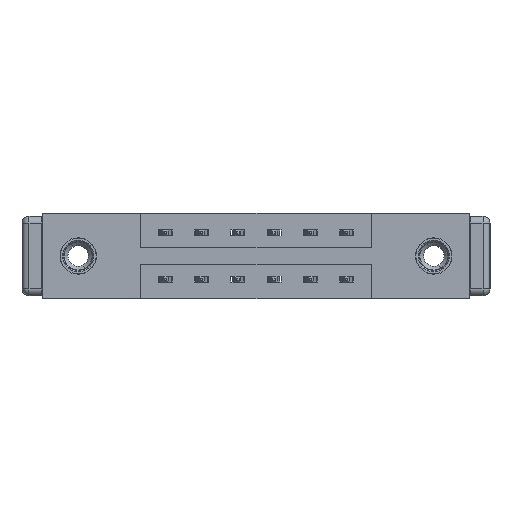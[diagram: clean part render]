
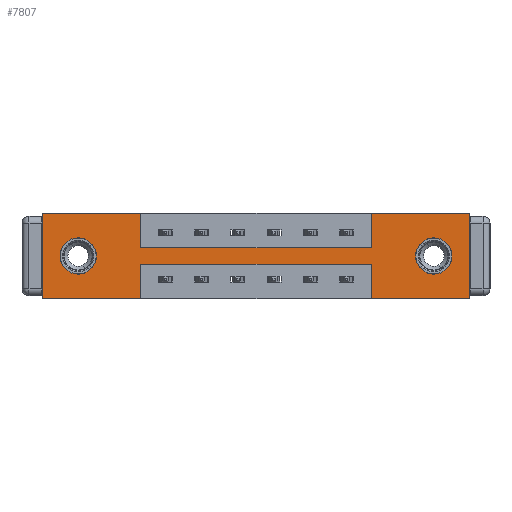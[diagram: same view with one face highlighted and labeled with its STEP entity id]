
A CAD part, front view. The second image highlights one B-rep face of the part: STEP entity #7807.
In plain terms, the highlighted planar face has unit normal (0, -1, 0).
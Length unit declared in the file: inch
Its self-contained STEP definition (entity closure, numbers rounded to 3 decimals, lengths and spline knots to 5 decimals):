
#64 = ORIENTED_EDGE ( 'NONE', *, *, #3390, .F. ) ;
#65 = CARTESIAN_POINT ( 'NONE',  ( 1.687, 0., -0.185 ) ) ;
#137 = CARTESIAN_POINT ( 'NONE',  ( 0.425, 0., -0.15 ) ) ;
#150 = CARTESIAN_POINT ( 'NONE',  ( 0., 0., 0. ) ) ;
#167 = CARTESIAN_POINT ( 'NONE',  ( 1.842, 0., 0. ) ) ;
#276 = EDGE_CURVE ( 'NONE', #4853, #9722, #6502, .T. ) ;
#375 = EDGE_CURVE ( 'NONE', #2293, #9138, #1850, .T. ) ;
#426 = CARTESIAN_POINT ( 'NONE',  ( 1.417, 0., 0. ) ) ;
#917 = EDGE_CURVE ( 'NONE', #9138, #2293, #11601, .T. ) ;
#1108 = VECTOR ( 'NONE', #1678, 39.37008 ) ;
#1433 = CARTESIAN_POINT ( 'NONE',  ( 1.417, 0., -0.37 ) ) ;
#1473 = CARTESIAN_POINT ( 'NONE',  ( 1.842, 0., -0.37 ) ) ;
#1655 = VERTEX_POINT ( 'NONE', #9959 ) ;
#1678 = DIRECTION ( 'NONE',  ( -1., 0., 0. ) ) ;
#1850 = CIRCLE ( 'NONE', #11931, 0.078 ) ;
#2060 = CARTESIAN_POINT ( 'NONE',  ( 1.687, 0., -0.185 ) ) ;
#2143 = CARTESIAN_POINT ( 'NONE',  ( 0.425, 0., -0.37 ) ) ;
#2215 = DIRECTION ( 'NONE',  ( 0., -1., 0. ) ) ;
#2293 = VERTEX_POINT ( 'NONE', #9097 ) ;
#2615 = VECTOR ( 'NONE', #10685, 39.37008 ) ;
#2724 = VERTEX_POINT ( 'NONE', #10715 ) ;
#2773 = LINE ( 'NONE', #150, #9918 ) ;
#2783 = FACE_OUTER_BOUND ( 'NONE', #5592, .T. ) ;
#2842 = VECTOR ( 'NONE', #3637, 39.37008 ) ;
#2898 = DIRECTION ( 'NONE',  ( 0., 1., 0. ) ) ;
#3048 = LINE ( 'NONE', #5783, #2615 ) ;
#3261 = LINE ( 'NONE', #137, #6477 ) ;
#3275 = CARTESIAN_POINT ( 'NONE',  ( 0., 0., -0.37 ) ) ;
#3390 = EDGE_CURVE ( 'NONE', #8528, #4482, #2773, .T. ) ;
#3408 = EDGE_CURVE ( 'NONE', #9758, #3704, #9039, .T. ) ;
#3530 = CARTESIAN_POINT ( 'NONE',  ( 0.425, 0., 0. ) ) ;
#3574 = VECTOR ( 'NONE', #7393, 39.37008 ) ;
#3584 = ORIENTED_EDGE ( 'NONE', *, *, #5722, .F. ) ;
#3637 = DIRECTION ( 'NONE',  ( 0., 0., 1. ) ) ;
#3704 = VERTEX_POINT ( 'NONE', #10260 ) ;
#3802 = DIRECTION ( 'NONE',  ( 0., 1., 0. ) ) ;
#3854 = LINE ( 'NONE', #9239, #2842 ) ;
#3861 = VERTEX_POINT ( 'NONE', #11642 ) ;
#3884 = DIRECTION ( 'NONE',  ( -1., 0., 0. ) ) ;
#3986 = LINE ( 'NONE', #2143, #11881 ) ;
#4218 = AXIS2_PLACEMENT_3D ( 'NONE', #4854, #2215, #4895 ) ;
#4329 = VERTEX_POINT ( 'NONE', #12007 ) ;
#4378 = ORIENTED_EDGE ( 'NONE', *, *, #5827, .F. ) ;
#4412 = CARTESIAN_POINT ( 'NONE',  ( 0., 0., -0.37 ) ) ;
#4451 = CIRCLE ( 'NONE', #10490, 0.078 ) ;
#4482 = VERTEX_POINT ( 'NONE', #167 ) ;
#4524 = AXIS2_PLACEMENT_3D ( 'NONE', #65, #3802, #10345 ) ;
#4723 = CARTESIAN_POINT ( 'NONE',  ( 0.155, 0., -0.107 ) ) ;
#4791 = CARTESIAN_POINT ( 'NONE',  ( 0., 0., -0.37 ) ) ;
#4853 = VERTEX_POINT ( 'NONE', #8927 ) ;
#4854 = CARTESIAN_POINT ( 'NONE',  ( 0., 0., -0.37 ) ) ;
#4895 = DIRECTION ( 'NONE',  ( 0., 0., -1. ) ) ;
#4930 = FACE_BOUND ( 'NONE', #5315, .T. ) ;
#5315 = EDGE_LOOP ( 'NONE', ( #5758, #5596 ) ) ;
#5592 = EDGE_LOOP ( 'NONE', ( #9581, #7555, #10168, #8284, #11654, #64, #10523, #4378, #10408, #8640, #9623, #3584 ) ) ;
#5596 = ORIENTED_EDGE ( 'NONE', *, *, #11304, .T. ) ;
#5716 = DIRECTION ( 'NONE',  ( 1., 0., 0. ) ) ;
#5722 = EDGE_CURVE ( 'NONE', #1655, #8066, #7944, .T. ) ;
#5758 = ORIENTED_EDGE ( 'NONE', *, *, #10034, .T. ) ;
#5783 = CARTESIAN_POINT ( 'NONE',  ( 0.425, 0., -0.22 ) ) ;
#5825 = VECTOR ( 'NONE', #3884, 39.37008 ) ;
#5827 = EDGE_CURVE ( 'NONE', #2724, #3861, #3261, .T. ) ;
#5973 = EDGE_CURVE ( 'NONE', #9777, #1655, #3986, .T. ) ;
#6045 = CARTESIAN_POINT ( 'NONE',  ( 0.155, 0., -0.185 ) ) ;
#6156 = CARTESIAN_POINT ( 'NONE',  ( 1.842, 0., 0. ) ) ;
#6477 = VECTOR ( 'NONE', #9478, 39.37008 ) ;
#6502 = LINE ( 'NONE', #8295, #3574 ) ;
#6669 = DIRECTION ( 'NONE',  ( 0., 0., 1. ) ) ;
#6760 = EDGE_CURVE ( 'NONE', #9722, #2724, #10816, .T. ) ;
#6775 = DIRECTION ( 'NONE',  ( 0., 0., -1. ) ) ;
#6953 = ORIENTED_EDGE ( 'NONE', *, *, #917, .T. ) ;
#6961 = EDGE_LOOP ( 'NONE', ( #9928, #6953 ) ) ;
#7085 = CARTESIAN_POINT ( 'NONE',  ( 0.425, 0., -0.22 ) ) ;
#7088 = DIRECTION ( 'NONE',  ( 0., 1., 0. ) ) ;
#7149 = CARTESIAN_POINT ( 'NONE',  ( 0.425, 0., 0. ) ) ;
#7393 = DIRECTION ( 'NONE',  ( 1., 0., 0. ) ) ;
#7401 = VECTOR ( 'NONE', #6775, 39.37008 ) ;
#7457 = DIRECTION ( 'NONE',  ( 0., 0., 1. ) ) ;
#7549 = AXIS2_PLACEMENT_3D ( 'NONE', #6045, #7088, #8061 ) ;
#7555 = ORIENTED_EDGE ( 'NONE', *, *, #8508, .F. ) ;
#7744 = FACE_BOUND ( 'NONE', #6961, .T. ) ;
#7807 = ADVANCED_FACE ( 'NONE', ( #7744, #4930, #2783 ), #8601, .T. ) ;
#7944 = LINE ( 'NONE', #4412, #1108 ) ;
#7988 = VECTOR ( 'NONE', #11618, 39.37008 ) ;
#8004 = EDGE_CURVE ( 'NONE', #11167, #9758, #10796, .T. ) ;
#8061 = DIRECTION ( 'NONE',  ( 0., 0., 1. ) ) ;
#8066 = VERTEX_POINT ( 'NONE', #3275 ) ;
#8204 = CARTESIAN_POINT ( 'NONE',  ( 0.155, 0., -0.185 ) ) ;
#8283 = LINE ( 'NONE', #9759, #7988 ) ;
#8284 = ORIENTED_EDGE ( 'NONE', *, *, #8004, .F. ) ;
#8295 = CARTESIAN_POINT ( 'NONE',  ( 0., 0., 0. ) ) ;
#8508 = EDGE_CURVE ( 'NONE', #3704, #9777, #3048, .T. ) ;
#8528 = VERTEX_POINT ( 'NONE', #426 ) ;
#8601 = PLANE ( 'NONE',  #4218 ) ;
#8640 = ORIENTED_EDGE ( 'NONE', *, *, #276, .F. ) ;
#8666 = CARTESIAN_POINT ( 'NONE',  ( 1.687, 0., -0.263 ) ) ;
#8927 = CARTESIAN_POINT ( 'NONE',  ( 0., 0., 0. ) ) ;
#8937 = VECTOR ( 'NONE', #9132, 39.37008 ) ;
#8994 = LINE ( 'NONE', #6156, #7401 ) ;
#9039 = LINE ( 'NONE', #9538, #9483 ) ;
#9097 = CARTESIAN_POINT ( 'NONE',  ( 1.687, 0., -0.107 ) ) ;
#9132 = DIRECTION ( 'NONE',  ( 0., 0., -1. ) ) ;
#9138 = VERTEX_POINT ( 'NONE', #8666 ) ;
#9239 = CARTESIAN_POINT ( 'NONE',  ( 0., 0., 0. ) ) ;
#9427 = CIRCLE ( 'NONE', #7549, 0.078 ) ;
#9469 = DIRECTION ( 'NONE',  ( 0., 0., -1. ) ) ;
#9478 = DIRECTION ( 'NONE',  ( 1., 0., 0. ) ) ;
#9483 = VECTOR ( 'NONE', #6669, 39.37008 ) ;
#9509 = VERTEX_POINT ( 'NONE', #4723 ) ;
#9538 = CARTESIAN_POINT ( 'NONE',  ( 1.417, 0., -0.37 ) ) ;
#9581 = ORIENTED_EDGE ( 'NONE', *, *, #5973, .F. ) ;
#9623 = ORIENTED_EDGE ( 'NONE', *, *, #11585, .F. ) ;
#9636 = EDGE_CURVE ( 'NONE', #3861, #8528, #8283, .T. ) ;
#9722 = VERTEX_POINT ( 'NONE', #7149 ) ;
#9758 = VERTEX_POINT ( 'NONE', #1433 ) ;
#9759 = CARTESIAN_POINT ( 'NONE',  ( 1.417, 0., 0. ) ) ;
#9777 = VERTEX_POINT ( 'NONE', #7085 ) ;
#9918 = VECTOR ( 'NONE', #5716, 39.37008 ) ;
#9928 = ORIENTED_EDGE ( 'NONE', *, *, #375, .T. ) ;
#9959 = CARTESIAN_POINT ( 'NONE',  ( 0.425, 0., -0.37 ) ) ;
#9995 = EDGE_CURVE ( 'NONE', #4482, #11167, #8994, .T. ) ;
#10034 = EDGE_CURVE ( 'NONE', #9509, #4329, #4451, .T. ) ;
#10168 = ORIENTED_EDGE ( 'NONE', *, *, #3408, .F. ) ;
#10260 = CARTESIAN_POINT ( 'NONE',  ( 1.417, 0., -0.22 ) ) ;
#10345 = DIRECTION ( 'NONE',  ( 0., 0., -1. ) ) ;
#10408 = ORIENTED_EDGE ( 'NONE', *, *, #6760, .F. ) ;
#10490 = AXIS2_PLACEMENT_3D ( 'NONE', #8204, #10793, #7457 ) ;
#10510 = DIRECTION ( 'NONE',  ( 0., 0., -1. ) ) ;
#10523 = ORIENTED_EDGE ( 'NONE', *, *, #9636, .F. ) ;
#10685 = DIRECTION ( 'NONE',  ( -1., 0., 0. ) ) ;
#10715 = CARTESIAN_POINT ( 'NONE',  ( 0.425, 0., -0.15 ) ) ;
#10793 = DIRECTION ( 'NONE',  ( 0., 1., 0. ) ) ;
#10796 = LINE ( 'NONE', #4791, #5825 ) ;
#10816 = LINE ( 'NONE', #3530, #8937 ) ;
#11167 = VERTEX_POINT ( 'NONE', #1473 ) ;
#11304 = EDGE_CURVE ( 'NONE', #4329, #9509, #9427, .T. ) ;
#11585 = EDGE_CURVE ( 'NONE', #8066, #4853, #3854, .T. ) ;
#11601 = CIRCLE ( 'NONE', #4524, 0.078 ) ;
#11618 = DIRECTION ( 'NONE',  ( 0., 0., 1. ) ) ;
#11642 = CARTESIAN_POINT ( 'NONE',  ( 1.417, 0., -0.15 ) ) ;
#11654 = ORIENTED_EDGE ( 'NONE', *, *, #9995, .F. ) ;
#11881 = VECTOR ( 'NONE', #10510, 39.37008 ) ;
#11931 = AXIS2_PLACEMENT_3D ( 'NONE', #2060, #2898, #9469 ) ;
#12007 = CARTESIAN_POINT ( 'NONE',  ( 0.155, 0., -0.263 ) ) ;
